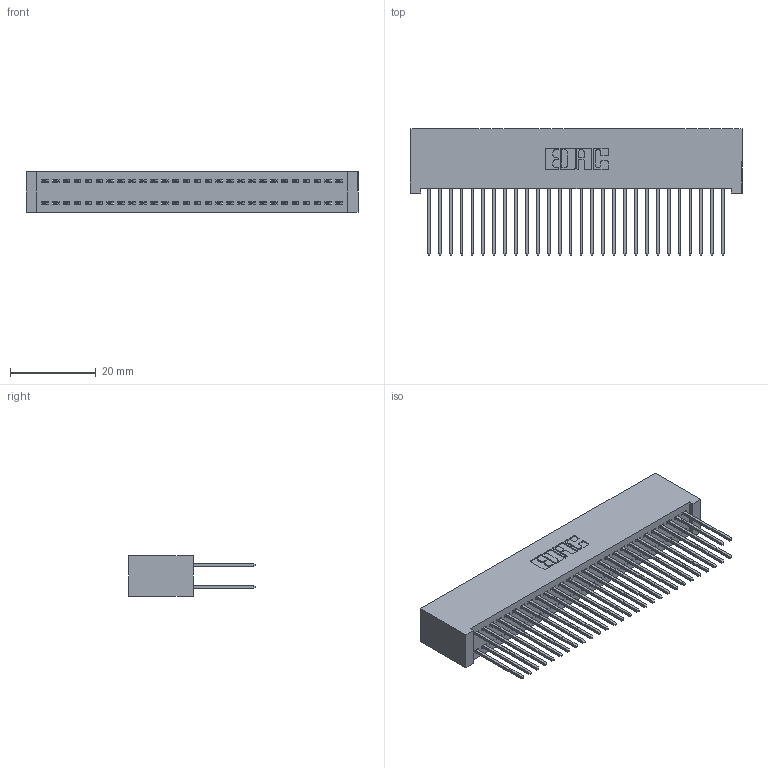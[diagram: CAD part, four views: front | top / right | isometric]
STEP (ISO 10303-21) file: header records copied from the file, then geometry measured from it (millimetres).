
FILE_DESCRIPTION (( 'STEP AP203' ), '1' );
FILE_NAME ('392-056-540-201.STEP', '2019-10-08T15:05:46', ( '' ), ( '' ), 'SwSTEP 2.0', 'SolidWorks 2016', '' );
FILE_SCHEMA (( 'CONFIG_CONTROL_DESIGN' ));
Length unit declared in the file: inch
Products named in the file (3): 342 Part_Lugless; 345-292-001_345-293-140; 392-056-540-201
Assembly tree (57 placements, depth 2):
  392-056-540-201
    342 Part_Lugless
    345-292-001_345-293-140  x56
Bounding box: 77.37 x 29.47 x 9.4 mm (x, y, z)
Volume: 7537.1 mm3; surface area: 13313.5 mm2
Topology: 57 solids, 57 shells, 3014 faces, 8955 edges, 5894 vertices
Faces by surface type: plane 2078, cylinder 936
Entity records: 19433 total; most frequent: CARTESIAN_POINT 3234, ORIENTED_EDGE 3170, DIRECTION 2781, EDGE_CURVE 1585, VECTOR 1465, LINE 1465, VERTEX_POINT 1054, AXIS2_PLACEMENT_3D 658
